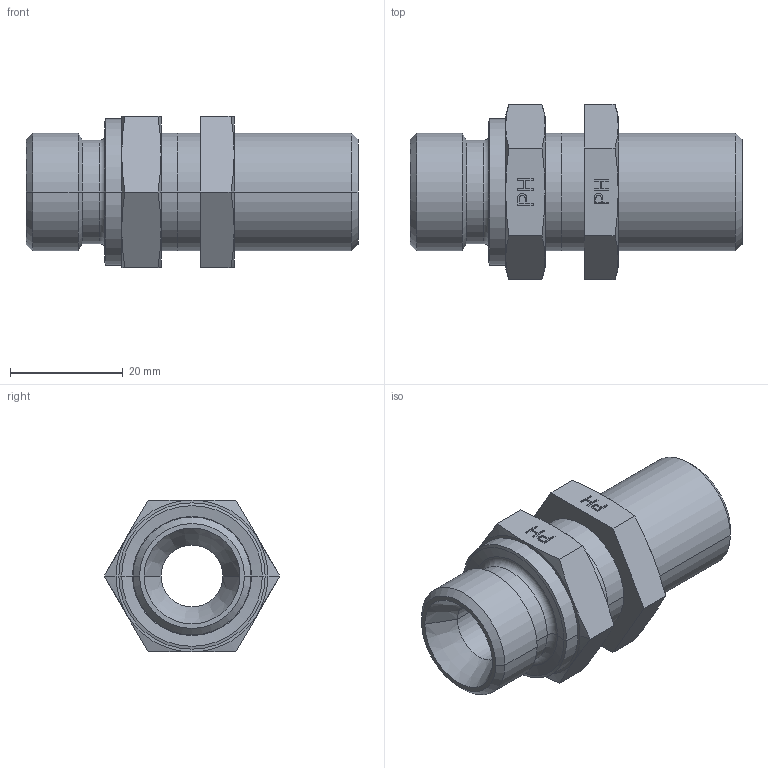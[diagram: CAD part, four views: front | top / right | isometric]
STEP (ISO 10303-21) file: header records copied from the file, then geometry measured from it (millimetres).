
FILE_DESCRIPTION(('Creo Elements/Direct Modeling STEP Export'),'2;1');
FILE_NAME('1050511-08.stp','2018-08-20T10:56:02',(''),(''),'PTC Creo Elements/Direct Modeling STEP processor for AP214 (Solid Model)','PTC Creo Elements/Direct Modeling 19.0A 04-Oct-2014 (C) Parametric Technology GmbH','');
FILE_SCHEMA(('AUTOMOTIVE_DESIGN { 1 0 10303 214 1 1 1 1 }'));
Length unit declared in the file: millimetre
Products named in the file (3): 1050511_08_P1; 1050526_08; 1050511_08
Assembly tree (2 placements, depth 2):
  1050511_08
    1050526_08
    1050511_08_P1
Bounding box: 59 x 31.18 x 27 mm (x, y, z)
Volume: 18248.8 mm3; surface area: 8628.6 mm2
Topology: 2 solids, 2 shells, 126 faces, 292 edges, 178 vertices
Faces by surface type: plane 64, cone 42, cylinder 18, torus 2
Entity records: 4274 total; most frequent: CARTESIAN_POINT 1510, ORIENTED_EDGE 584, DIRECTION 468, EDGE_CURVE 292, VECTOR 180, LINE 180, VERTEX_POINT 178, AXIS2_PLACEMENT_3D 144
